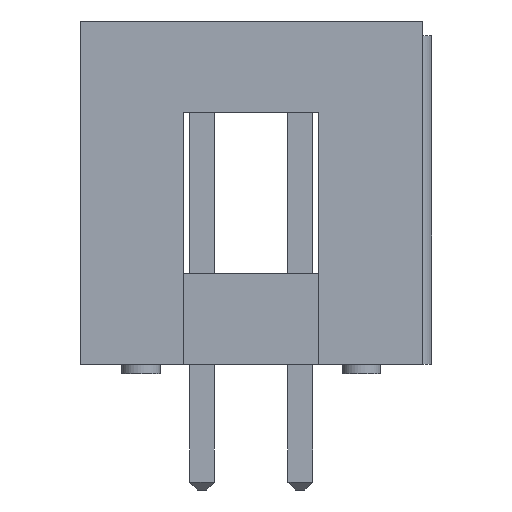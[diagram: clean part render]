
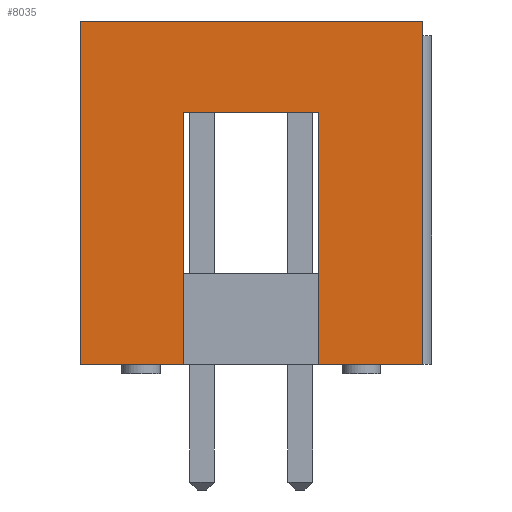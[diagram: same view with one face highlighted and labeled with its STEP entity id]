
A CAD part, front view. The second image highlights one B-rep face of the part: STEP entity #8035.
In plain terms, the highlighted planar face has unit normal (0, -1, 0).
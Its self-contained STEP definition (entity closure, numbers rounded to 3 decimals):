
#89=FACE_OUTER_BOUND('',#617,.T.);
#617=EDGE_LOOP('',(#5215,#5216,#5217,#5218,#5219,#5220,#5221,#5222));
#1111=LINE('',#11086,#2167);
#1115=LINE('',#11093,#2171);
#1325=LINE('',#11527,#2381);
#1336=LINE('',#11548,#2392);
#1352=LINE('',#11577,#2408);
#1353=LINE('',#11579,#2409);
#1354=LINE('',#11580,#2410);
#1355=LINE('',#11581,#2411);
#2167=VECTOR('',#9031,1.);
#2171=VECTOR('',#9035,1.);
#2381=VECTOR('',#9261,1.);
#2392=VECTOR('',#9276,1.);
#2408=VECTOR('',#9300,1.);
#2409=VECTOR('',#9301,1.);
#2410=VECTOR('',#9302,1.);
#2411=VECTOR('',#9303,1.);
#3214=VERTEX_POINT('',#11059);
#3226=VERTEX_POINT('',#11083);
#3227=VERTEX_POINT('',#11085);
#3230=VERTEX_POINT('',#11091);
#3446=VERTEX_POINT('',#11526);
#3454=VERTEX_POINT('',#11547);
#3463=VERTEX_POINT('',#11576);
#3464=VERTEX_POINT('',#11578);
#3878=EDGE_CURVE('',#3227,#3226,#1111,.T.);
#3882=EDGE_CURVE('',#3214,#3230,#1115,.T.);
#4098=EDGE_CURVE('',#3214,#3446,#1325,.T.);
#4109=EDGE_CURVE('',#3446,#3454,#1336,.T.);
#4125=EDGE_CURVE('',#3230,#3463,#1352,.T.);
#4126=EDGE_CURVE('',#3464,#3463,#1353,.T.);
#4127=EDGE_CURVE('',#3464,#3227,#1354,.T.);
#4128=EDGE_CURVE('',#3226,#3454,#1355,.T.);
#5215=ORIENTED_EDGE('',*,*,#4098,.F.);
#5216=ORIENTED_EDGE('',*,*,#3882,.T.);
#5217=ORIENTED_EDGE('',*,*,#4125,.T.);
#5218=ORIENTED_EDGE('',*,*,#4126,.F.);
#5219=ORIENTED_EDGE('',*,*,#4127,.T.);
#5220=ORIENTED_EDGE('',*,*,#3878,.T.);
#5221=ORIENTED_EDGE('',*,*,#4128,.T.);
#5222=ORIENTED_EDGE('',*,*,#4109,.F.);
#7095=PLANE('',#8533);
#8035=ADVANCED_FACE('',(#89),#7095,.T.);
#8533=AXIS2_PLACEMENT_3D('',#11575,#9298,#9299);
#9031=DIRECTION('',(1.,0.,0.));
#9035=DIRECTION('',(1.,0.,0.));
#9261=DIRECTION('',(0.,0.,1.));
#9276=DIRECTION('',(1.,0.,0.));
#9298=DIRECTION('center_axis',(0.,-1.,0.));
#9299=DIRECTION('ref_axis',(0.,0.,-1.));
#9300=DIRECTION('',(0.,0.,1.));
#9301=DIRECTION('',(-1.,0.,0.));
#9302=DIRECTION('',(0.,0.,-1.));
#9303=DIRECTION('',(0.,0.,1.));
#11059=CARTESIAN_POINT('',(-3.155,-33.04,0.25));
#11083=CARTESIAN_POINT('',(5.695,-33.04,0.25));
#11085=CARTESIAN_POINT('',(3.02,-33.04,0.25));
#11086=CARTESIAN_POINT('',(-3.155,-33.04,0.25));
#11091=CARTESIAN_POINT('',(-0.48,-33.04,0.25));
#11093=CARTESIAN_POINT('',(-3.155,-33.04,0.25));
#11526=CARTESIAN_POINT('',(-3.155,-33.04,9.1));
#11527=CARTESIAN_POINT('',(-3.155,-33.04,2.6));
#11547=CARTESIAN_POINT('',(5.695,-33.04,9.1));
#11548=CARTESIAN_POINT('',(-3.155,-33.04,9.1));
#11575=CARTESIAN_POINT('Origin',(1.27,-33.04,4.675));
#11576=CARTESIAN_POINT('',(-0.48,-33.04,6.75));
#11577=CARTESIAN_POINT('',(-0.48,-33.04,2.463));
#11578=CARTESIAN_POINT('',(3.02,-33.04,6.75));
#11579=CARTESIAN_POINT('',(1.27,-33.04,6.75));
#11580=CARTESIAN_POINT('',(3.02,-33.04,2.463));
#11581=CARTESIAN_POINT('',(5.695,-33.04,0.25));
